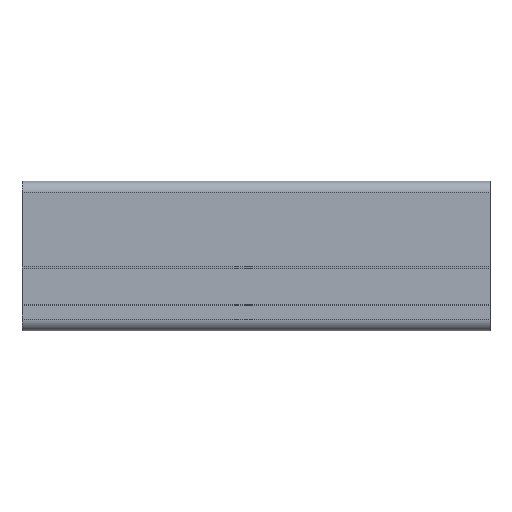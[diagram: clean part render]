
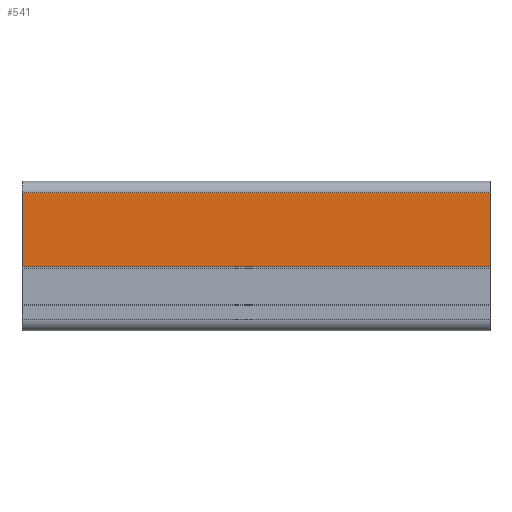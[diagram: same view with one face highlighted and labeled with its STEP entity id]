
A CAD part, top view. The second image highlights one B-rep face of the part: STEP entity #541.
In plain terms, the highlighted planar face has unit normal (0, 0, 1).
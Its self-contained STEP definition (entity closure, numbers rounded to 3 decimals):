
#22 = VECTOR ( 'NONE', #134, 1000. ) ;
#25 = CARTESIAN_POINT ( 'NONE',  ( 41.509, 61.697, 22.5 ) ) ;
#68 = ORIENTED_EDGE ( 'NONE', *, *, #1009, .T. ) ;
#95 = VERTEX_POINT ( 'NONE', #238 ) ;
#134 = DIRECTION ( 'NONE',  ( -1., 0., 0. ) ) ;
#157 = DIRECTION ( 'NONE',  ( 0., -1., 0. ) ) ;
#196 = EDGE_CURVE ( 'NONE', #1231, #95, #578, .T. ) ;
#201 = ORIENTED_EDGE ( 'NONE', *, *, #838, .F. ) ;
#238 = CARTESIAN_POINT ( 'NONE',  ( -58.491, 77.547, 22.5 ) ) ;
#295 = DIRECTION ( 'NONE',  ( 0., 0., -1. ) ) ;
#297 = LINE ( 'NONE', #25, #22 ) ;
#334 = DIRECTION ( 'NONE',  ( -1., 0., 0. ) ) ;
#344 = ORIENTED_EDGE ( 'NONE', *, *, #398, .F. ) ;
#350 = CARTESIAN_POINT ( 'NONE',  ( 41.509, 61.697, 22.5 ) ) ;
#398 = EDGE_CURVE ( 'NONE', #1231, #750, #1212, .T. ) ;
#470 = CARTESIAN_POINT ( 'NONE',  ( 41.509, 77.547, 22.5 ) ) ;
#473 = ORIENTED_EDGE ( 'NONE', *, *, #196, .T. ) ;
#474 = DIRECTION ( 'NONE',  ( -1., 0., 0. ) ) ;
#541 = ADVANCED_FACE ( 'NONE', ( #1001 ), #672, .F. ) ;
#578 = LINE ( 'NONE', #608, #743 ) ;
#583 = CARTESIAN_POINT ( 'NONE',  ( 41.509, 61.697, 22.5 ) ) ;
#595 = CARTESIAN_POINT ( 'NONE',  ( 41.509, 61.697, 22.5 ) ) ;
#608 = CARTESIAN_POINT ( 'NONE',  ( 41.509, 77.547, 22.5 ) ) ;
#672 = PLANE ( 'NONE',  #1094 ) ;
#701 = VECTOR ( 'NONE', #1116, 1000. ) ;
#740 = VERTEX_POINT ( 'NONE', #792 ) ;
#743 = VECTOR ( 'NONE', #334, 1000. ) ;
#750 = VERTEX_POINT ( 'NONE', #595 ) ;
#792 = CARTESIAN_POINT ( 'NONE',  ( -58.491, 61.697, 22.5 ) ) ;
#796 = VECTOR ( 'NONE', #157, 1000. ) ;
#822 = CARTESIAN_POINT ( 'NONE',  ( -58.491, 61.697, 22.5 ) ) ;
#838 = EDGE_CURVE ( 'NONE', #750, #740, #297, .T. ) ;
#1001 = FACE_OUTER_BOUND ( 'NONE', #1142, .T. ) ;
#1009 = EDGE_CURVE ( 'NONE', #95, #740, #1059, .T. ) ;
#1059 = LINE ( 'NONE', #822, #796 ) ;
#1094 = AXIS2_PLACEMENT_3D ( 'NONE', #583, #295, #474 ) ;
#1116 = DIRECTION ( 'NONE',  ( 0., -1., 0. ) ) ;
#1142 = EDGE_LOOP ( 'NONE', ( #68, #201, #344, #473 ) ) ;
#1212 = LINE ( 'NONE', #350, #701 ) ;
#1231 = VERTEX_POINT ( 'NONE', #470 ) ;
